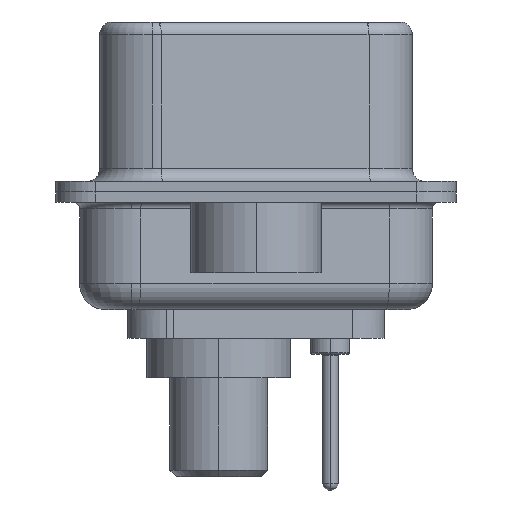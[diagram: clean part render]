
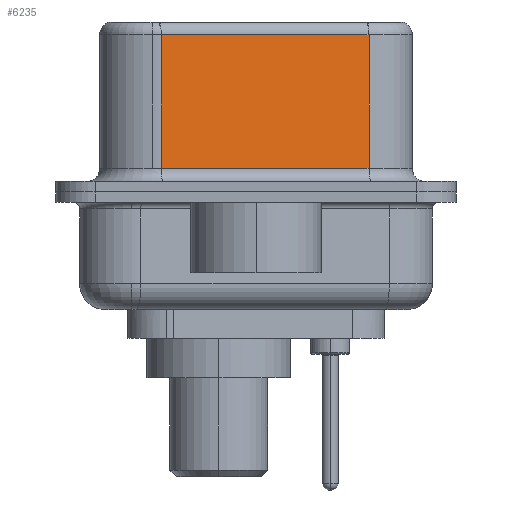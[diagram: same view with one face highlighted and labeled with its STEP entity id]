
A CAD part, left-side view. The second image highlights one B-rep face of the part: STEP entity #6235.
In plain terms, the highlighted planar face has unit normal (-0.985, -0.174, 0).
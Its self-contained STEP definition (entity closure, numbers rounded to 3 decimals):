
#701 = CARTESIAN_POINT ( 'NONE',  ( 5.132, -4.322, 6.02 ) ) ;
#1124 = VERTEX_POINT ( 'NONE', #11665 ) ;
#1827 = DIRECTION ( 'NONE',  ( 0.985, 0.174, 0. ) ) ;
#2207 = ORIENTED_EDGE ( 'NONE', *, *, #16514, .T. ) ;
#3045 = EDGE_LOOP ( 'NONE', ( #11730, #2207, #19161, #11026 ) ) ;
#4438 = VECTOR ( 'NONE', #16339, 1000. ) ;
#4517 = CARTESIAN_POINT ( 'NONE',  ( 3.73, 3.628, 6.52 ) ) ;
#4562 = CARTESIAN_POINT ( 'NONE',  ( 5.132, -4.322, 0.9 ) ) ;
#5089 = CARTESIAN_POINT ( 'NONE',  ( 5.132, -4.322, 0.9 ) ) ;
#5978 = VECTOR ( 'NONE', #19496, 1000. ) ;
#6235 = ADVANCED_FACE ( 'NONE', ( #13842 ), #11725, .F. ) ;
#6435 = VECTOR ( 'NONE', #12475, 1000. ) ;
#6545 = CARTESIAN_POINT ( 'NONE',  ( 5.132, -4.322, 6.52 ) ) ;
#6988 = LINE ( 'NONE', #701, #6435 ) ;
#7184 = DIRECTION ( 'NONE',  ( 0., 0., -1. ) ) ;
#8864 = LINE ( 'NONE', #4562, #4438 ) ;
#10548 = LINE ( 'NONE', #4517, #5978 ) ;
#10998 = VECTOR ( 'NONE', #7184, 1000. ) ;
#11026 = ORIENTED_EDGE ( 'NONE', *, *, #14113, .T. ) ;
#11413 = CARTESIAN_POINT ( 'NONE',  ( 3.73, 3.628, 6.02 ) ) ;
#11548 = LINE ( 'NONE', #20228, #10998 ) ;
#11665 = CARTESIAN_POINT ( 'NONE',  ( 3.73, 3.628, 0.9 ) ) ;
#11725 = PLANE ( 'NONE',  #13248 ) ;
#11730 = ORIENTED_EDGE ( 'NONE', *, *, #15681, .F. ) ;
#12475 = DIRECTION ( 'NONE',  ( -0.174, 0.985, 0. ) ) ;
#12870 = VERTEX_POINT ( 'NONE', #5089 ) ;
#13248 = AXIS2_PLACEMENT_3D ( 'NONE', #6545, #1827, #20852 ) ;
#13513 = EDGE_CURVE ( 'NONE', #19157, #1124, #10548, .T. ) ;
#13842 = FACE_OUTER_BOUND ( 'NONE', #3045, .T. ) ;
#14113 = EDGE_CURVE ( 'NONE', #1124, #12870, #8864, .T. ) ;
#15071 = CARTESIAN_POINT ( 'NONE',  ( 5.132, -4.322, 6.02 ) ) ;
#15681 = EDGE_CURVE ( 'NONE', #19255, #12870, #11548, .T. ) ;
#16339 = DIRECTION ( 'NONE',  ( 0.174, -0.985, 0. ) ) ;
#16514 = EDGE_CURVE ( 'NONE', #19255, #19157, #6988, .T. ) ;
#19157 = VERTEX_POINT ( 'NONE', #11413 ) ;
#19161 = ORIENTED_EDGE ( 'NONE', *, *, #13513, .T. ) ;
#19255 = VERTEX_POINT ( 'NONE', #15071 ) ;
#19496 = DIRECTION ( 'NONE',  ( 0., 0., -1. ) ) ;
#20228 = CARTESIAN_POINT ( 'NONE',  ( 5.132, -4.322, 6.52 ) ) ;
#20852 = DIRECTION ( 'NONE',  ( -0.174, 0.985, 0. ) ) ;
